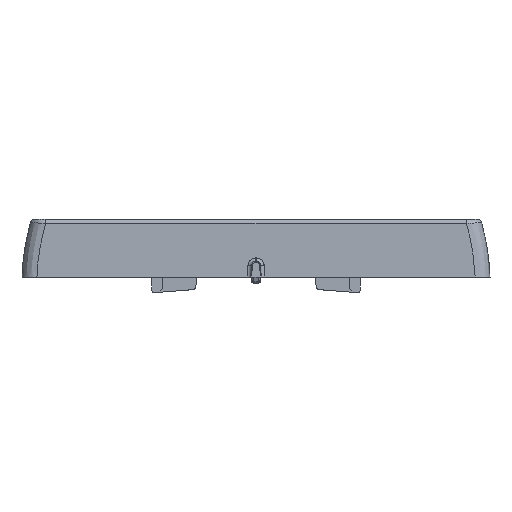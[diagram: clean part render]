
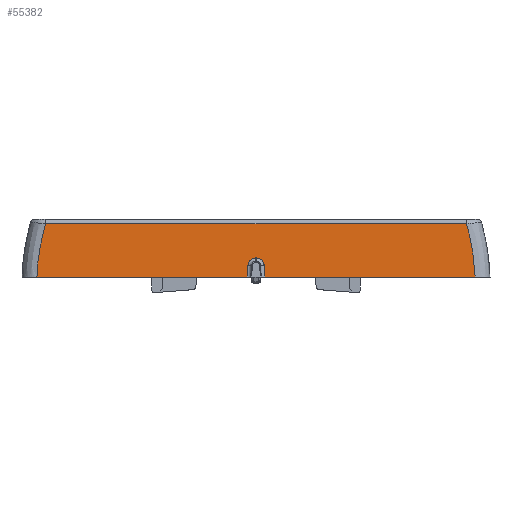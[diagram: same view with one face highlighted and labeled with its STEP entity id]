
A CAD part, left-side view. The second image highlights one B-rep face of the part: STEP entity #55382.
In plain terms, the highlighted planar face has unit normal (-1, 0, 0.026).
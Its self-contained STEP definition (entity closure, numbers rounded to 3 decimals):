
#55300=AXIS2_PLACEMENT_3D('Plane Axis2P3D',#55297,#55298,#55299) ;
#54134=CARTESIAN_POINT('Vertex',(-26.632,-0.993,7.46)) ;
#54206=CARTESIAN_POINT('Vertex',(-26.632,0.993,7.46)) ;
#54209=CARTESIAN_POINT('Line Origine',(-26.632,13.013,7.46)) ;
#54213=CARTESIAN_POINT('Vertex',(-26.632,25.033,7.46)) ;
#54406=CARTESIAN_POINT('Vertex',(-26.632,-25.033,7.46)) ;
#54409=CARTESIAN_POINT('Line Origine',(-26.632,-13.013,7.46)) ;
#55156=CARTESIAN_POINT('Line Origine',(-26.552,-0.833,10.511)) ;
#55160=CARTESIAN_POINT('Vertex',(-26.597,-0.923,8.787)) ;
#55282=CARTESIAN_POINT('Vertex',(-26.597,0.923,8.787)) ;
#55285=CARTESIAN_POINT('Line Origine',(-26.552,0.833,10.511)) ;
#55297=CARTESIAN_POINT('Axis2P3D Location',(-24.521,0.,88.043)) ;
#55303=CARTESIAN_POINT('Control Point',(-26.632,-25.033,7.46)) ;
#55304=CARTESIAN_POINT('Control Point',(-26.599,-24.986,8.699)) ;
#55305=CARTESIAN_POINT('Control Point',(-26.567,-24.863,9.934)) ;
#55306=CARTESIAN_POINT('Control Point',(-26.535,-24.664,11.161)) ;
#55307=CARTESIAN_POINT('Control Point',(-26.503,-24.389,12.372)) ;
#55308=CARTESIAN_POINT('Control Point',(-26.472,-24.041,13.562)) ;
#55309=CARTESIAN_POINT('Vertex',(-26.472,-24.041,13.562)) ;
#55312=CARTESIAN_POINT('Line Origine',(-26.472,0.,13.562)) ;
#55316=CARTESIAN_POINT('Vertex',(-26.472,24.041,13.562)) ;
#55320=CARTESIAN_POINT('Control Point',(-26.472,24.041,13.562)) ;
#55321=CARTESIAN_POINT('Control Point',(-26.503,24.389,12.372)) ;
#55322=CARTESIAN_POINT('Control Point',(-26.535,24.664,11.161)) ;
#55323=CARTESIAN_POINT('Control Point',(-26.567,24.863,9.934)) ;
#55324=CARTESIAN_POINT('Control Point',(-26.599,24.986,8.699)) ;
#55325=CARTESIAN_POINT('Control Point',(-26.632,25.033,7.46)) ;
#55328=CARTESIAN_POINT('Control Point',(-26.597,0.923,8.787)) ;
#55329=CARTESIAN_POINT('Control Point',(-26.595,0.92,8.84)) ;
#55330=CARTESIAN_POINT('Control Point',(-26.594,0.914,8.892)) ;
#55331=CARTESIAN_POINT('Control Point',(-26.593,0.903,8.944)) ;
#55332=CARTESIAN_POINT('Control Point',(-26.59,0.877,9.037)) ;
#55333=CARTESIAN_POINT('Control Point',(-26.588,0.839,9.126)) ;
#55334=CARTESIAN_POINT('Control Point',(-26.587,0.819,9.165)) ;
#55335=CARTESIAN_POINT('Control Point',(-26.584,0.752,9.28)) ;
#55336=CARTESIAN_POINT('Control Point',(-26.581,0.665,9.381)) ;
#55337=CARTESIAN_POINT('Control Point',(-26.58,0.599,9.441)) ;
#55338=CARTESIAN_POINT('Control Point',(-26.577,0.453,9.543)) ;
#55339=CARTESIAN_POINT('Control Point',(-26.575,0.288,9.607)) ;
#55340=CARTESIAN_POINT('Control Point',(-26.575,0.201,9.628)) ;
#55341=CARTESIAN_POINT('Control Point',(-26.575,0.113,9.639)) ;
#55342=CARTESIAN_POINT('Control Point',(-26.575,0.026,9.639)) ;
#55343=CARTESIAN_POINT('Vertex',(-26.575,0.026,9.639)) ;
#55346=CARTESIAN_POINT('Line Origine',(-26.575,0.,9.639)) ;
#55350=CARTESIAN_POINT('Vertex',(-26.575,-0.026,9.639)) ;
#55354=CARTESIAN_POINT('Control Point',(-26.575,-0.026,9.639)) ;
#55355=CARTESIAN_POINT('Control Point',(-26.575,-0.103,9.639)) ;
#55356=CARTESIAN_POINT('Control Point',(-26.575,-0.18,9.631)) ;
#55357=CARTESIAN_POINT('Control Point',(-26.575,-0.256,9.614)) ;
#55358=CARTESIAN_POINT('Control Point',(-26.576,-0.403,9.565)) ;
#55359=CARTESIAN_POINT('Control Point',(-26.579,-0.537,9.486)) ;
#55360=CARTESIAN_POINT('Control Point',(-26.58,-0.599,9.439)) ;
#55361=CARTESIAN_POINT('Control Point',(-26.583,-0.713,9.332)) ;
#55362=CARTESIAN_POINT('Control Point',(-26.586,-0.801,9.204)) ;
#55363=CARTESIAN_POINT('Control Point',(-26.588,-0.838,9.136)) ;
#55364=CARTESIAN_POINT('Control Point',(-26.591,-0.883,9.025)) ;
#55365=CARTESIAN_POINT('Control Point',(-26.594,-0.91,8.91)) ;
#55366=CARTESIAN_POINT('Control Point',(-26.595,-0.916,8.869)) ;
#55367=CARTESIAN_POINT('Control Point',(-26.596,-0.921,8.828)) ;
#55368=CARTESIAN_POINT('Control Point',(-26.597,-0.923,8.787)) ;
#54210=DIRECTION('Vector Direction',(0.,1.,0.)) ;
#54410=DIRECTION('Vector Direction',(0.,1.,0.)) ;
#55157=DIRECTION('Vector Direction',(-0.026,-0.052,-0.998)) ;
#55286=DIRECTION('Vector Direction',(0.026,-0.052,0.998)) ;
#55298=DIRECTION('Axis2P3D Direction',(-1.,0.,0.026)) ;
#55299=DIRECTION('Axis2P3D XDirection',(-0.026,0.,-1.)) ;
#55313=DIRECTION('Vector Direction',(0.,-1.,0.)) ;
#55347=DIRECTION('Vector Direction',(0.,-1.,0.)) ;
#54211=VECTOR('Line Direction',#54210,1.) ;
#54411=VECTOR('Line Direction',#54410,1.) ;
#55158=VECTOR('Line Direction',#55157,1.) ;
#55287=VECTOR('Line Direction',#55286,1.) ;
#55314=VECTOR('Line Direction',#55313,1.) ;
#55348=VECTOR('Line Direction',#55347,1.) ;
#55371=ORIENTED_EDGE('',*,*,#54413,.F.) ;
#55372=ORIENTED_EDGE('',*,*,#55311,.F.) ;
#55373=ORIENTED_EDGE('',*,*,#55318,.F.) ;
#55374=ORIENTED_EDGE('',*,*,#55326,.F.) ;
#55375=ORIENTED_EDGE('',*,*,#54215,.F.) ;
#55376=ORIENTED_EDGE('',*,*,#55289,.F.) ;
#55377=ORIENTED_EDGE('',*,*,#55345,.F.) ;
#55378=ORIENTED_EDGE('',*,*,#55352,.F.) ;
#55379=ORIENTED_EDGE('',*,*,#55369,.F.) ;
#55380=ORIENTED_EDGE('',*,*,#55162,.F.) ;
#55382=ADVANCED_FACE('PartBody',(#55381),#55301,.T.) ;
#55302=B_SPLINE_CURVE_WITH_KNOTS('',5,(#55303,#55304,#55305,#55306,#55307,#55308),.UNSPECIFIED.,.F.,.U.,(6,6),(23.213,32.283),.UNSPECIFIED.) ;
#55319=B_SPLINE_CURVE_WITH_KNOTS('',5,(#55320,#55321,#55322,#55323,#55324,#55325),.UNSPECIFIED.,.F.,.U.,(6,6),(126.558,135.628),.UNSPECIFIED.) ;
#55327=B_SPLINE_CURVE_WITH_KNOTS('',5,(#55328,#55329,#55330,#55331,#55332,#55333,#55334,#55335,#55336,#55337,#55338,#55339,#55340,#55341,#55342),.UNSPECIFIED.,.F.,.U.,(6,3,3,3,6),(0.335,0.657,0.928,1.471,2.011),.UNSPECIFIED.) ;
#55353=B_SPLINE_CURVE_WITH_KNOTS('',5,(#55354,#55355,#55356,#55357,#55358,#55359,#55360,#55361,#55362,#55363,#55364,#55365,#55366,#55367,#55368),.UNSPECIFIED.,.F.,.U.,(6,3,3,3,6),(0.657,1.131,1.606,2.081,2.333),.UNSPECIFIED.) ;
#54215=EDGE_CURVE('',#54207,#54214,#54212,.T.) ;
#54413=EDGE_CURVE('',#54407,#54135,#54412,.T.) ;
#55162=EDGE_CURVE('',#54135,#55161,#55159,.F.) ;
#55289=EDGE_CURVE('',#55283,#54207,#55288,.F.) ;
#55311=EDGE_CURVE('',#55310,#54407,#55302,.F.) ;
#55318=EDGE_CURVE('',#55317,#55310,#55315,.T.) ;
#55326=EDGE_CURVE('',#54214,#55317,#55319,.F.) ;
#55345=EDGE_CURVE('',#55344,#55283,#55327,.F.) ;
#55352=EDGE_CURVE('',#55351,#55344,#55349,.F.) ;
#55369=EDGE_CURVE('',#55161,#55351,#55353,.F.) ;
#55370=EDGE_LOOP('',(#55371,#55372,#55373,#55374,#55375,#55376,#55377,#55378,#55379,#55380)) ;
#55381=FACE_OUTER_BOUND('',#55370,.T.) ;
#54212=LINE('Line',#54209,#54211) ;
#54412=LINE('Line',#54409,#54411) ;
#55159=LINE('Line',#55156,#55158) ;
#55288=LINE('Line',#55285,#55287) ;
#55315=LINE('Line',#55312,#55314) ;
#55349=LINE('Line',#55346,#55348) ;
#55301=PLANE('',#55300) ;
#54135=VERTEX_POINT('',#54134) ;
#54207=VERTEX_POINT('',#54206) ;
#54214=VERTEX_POINT('',#54213) ;
#54407=VERTEX_POINT('',#54406) ;
#55161=VERTEX_POINT('',#55160) ;
#55283=VERTEX_POINT('',#55282) ;
#55310=VERTEX_POINT('',#55309) ;
#55317=VERTEX_POINT('',#55316) ;
#55344=VERTEX_POINT('',#55343) ;
#55351=VERTEX_POINT('',#55350) ;
